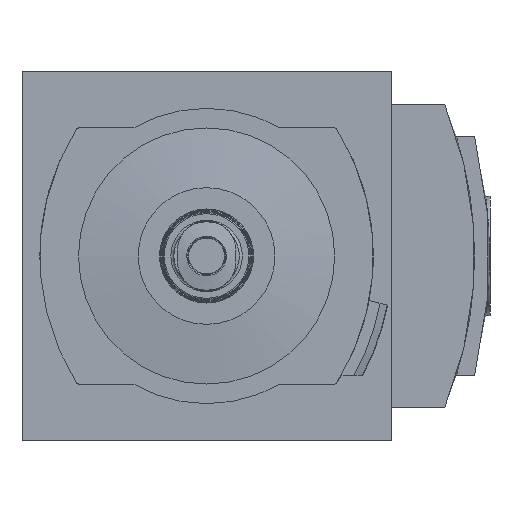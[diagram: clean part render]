
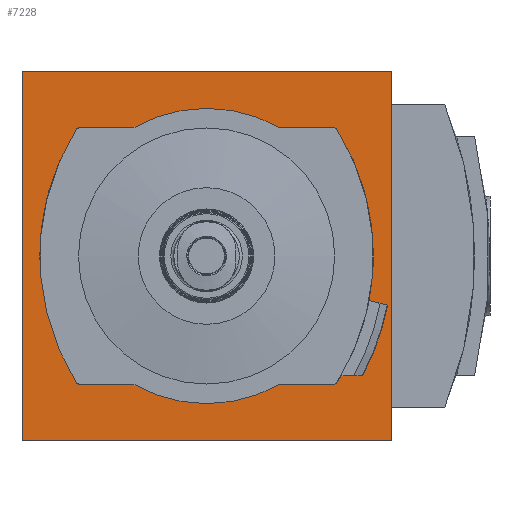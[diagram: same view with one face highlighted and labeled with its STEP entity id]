
A CAD part, front view. The second image highlights one B-rep face of the part: STEP entity #7228.
In plain terms, the highlighted planar face has unit normal (0, -1, 0).
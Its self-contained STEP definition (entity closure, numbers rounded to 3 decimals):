
#134=PLANE('',#7576);
#487=LINE('',#10012,#1014);
#488=LINE('',#10015,#1015);
#489=LINE('',#10017,#1016);
#490=LINE('',#10019,#1017);
#491=LINE('',#10020,#1018);
#492=LINE('',#10024,#1019);
#493=LINE('',#10027,#1020);
#494=LINE('',#10031,#1021);
#495=LINE('',#10036,#1022);
#496=LINE('',#10040,#1023);
#1014=VECTOR('',#8369,1000.);
#1015=VECTOR('',#8370,1000.);
#1016=VECTOR('',#8371,1000.);
#1017=VECTOR('',#8372,1000.);
#1018=VECTOR('',#8373,1000.);
#1019=VECTOR('',#8376,1000.);
#1020=VECTOR('',#8379,1000.);
#1021=VECTOR('',#8382,1000.);
#1022=VECTOR('',#8387,1000.);
#1023=VECTOR('',#8390,1000.);
#1366=CIRCLE('',#7568,40.);
#1368=CIRCLE('',#7570,40.);
#1372=CIRCLE('',#7575,40.);
#1373=CIRCLE('',#7577,41.2);
#1374=CIRCLE('',#7578,0.5);
#1375=CIRCLE('',#7579,24.8);
#1376=CIRCLE('',#7580,0.5);
#1377=CIRCLE('',#7581,0.5);
#1378=CIRCLE('',#7582,24.8);
#1379=CIRCLE('',#7583,0.5);
#1869=ORIENTED_EDGE('',*,*,#3233,.F.);
#1870=ORIENTED_EDGE('',*,*,#3234,.F.);
#1871=ORIENTED_EDGE('',*,*,#3235,.F.);
#1872=ORIENTED_EDGE('',*,*,#3236,.F.);
#1873=ORIENTED_EDGE('',*,*,#3222,.T.);
#1874=ORIENTED_EDGE('',*,*,#3237,.F.);
#1875=ORIENTED_EDGE('',*,*,#3238,.F.);
#1876=ORIENTED_EDGE('',*,*,#3239,.F.);
#1877=ORIENTED_EDGE('',*,*,#3218,.T.);
#1878=ORIENTED_EDGE('',*,*,#3240,.T.);
#1879=ORIENTED_EDGE('',*,*,#3241,.T.);
#1880=ORIENTED_EDGE('',*,*,#3242,.T.);
#1881=ORIENTED_EDGE('',*,*,#3243,.T.);
#1882=ORIENTED_EDGE('',*,*,#3244,.T.);
#1883=ORIENTED_EDGE('',*,*,#3230,.T.);
#1884=ORIENTED_EDGE('',*,*,#3245,.T.);
#1885=ORIENTED_EDGE('',*,*,#3246,.T.);
#1886=ORIENTED_EDGE('',*,*,#3247,.T.);
#1887=ORIENTED_EDGE('',*,*,#3248,.T.);
#1888=ORIENTED_EDGE('',*,*,#3249,.T.);
#3218=EDGE_CURVE('',#3901,#3900,#1366,.T.);
#3222=EDGE_CURVE('',#3897,#3904,#1368,.T.);
#3230=EDGE_CURVE('',#3909,#3912,#1372,.T.);
#3233=EDGE_CURVE('',#3913,#3914,#487,.T.);
#3234=EDGE_CURVE('',#3915,#3913,#488,.T.);
#3235=EDGE_CURVE('',#3916,#3915,#489,.T.);
#3236=EDGE_CURVE('',#3914,#3916,#490,.T.);
#3237=EDGE_CURVE('',#3917,#3904,#491,.T.);
#3238=EDGE_CURVE('',#3918,#3917,#1373,.F.);
#3239=EDGE_CURVE('',#3901,#3918,#492,.T.);
#3240=EDGE_CURVE('',#3900,#3919,#1374,.T.);
#3241=EDGE_CURVE('',#3919,#3920,#493,.T.);
#3242=EDGE_CURVE('',#3920,#3921,#1375,.T.);
#3243=EDGE_CURVE('',#3921,#3922,#494,.T.);
#3244=EDGE_CURVE('',#3922,#3909,#1376,.T.);
#3245=EDGE_CURVE('',#3912,#3923,#1377,.T.);
#3246=EDGE_CURVE('',#3923,#3924,#495,.T.);
#3247=EDGE_CURVE('',#3924,#3925,#1378,.T.);
#3248=EDGE_CURVE('',#3925,#3926,#496,.T.);
#3249=EDGE_CURVE('',#3926,#3897,#1379,.T.);
#3897=VERTEX_POINT('',#9977);
#3900=VERTEX_POINT('',#9982);
#3901=VERTEX_POINT('',#9984);
#3904=VERTEX_POINT('',#9990);
#3909=VERTEX_POINT('',#10002);
#3912=VERTEX_POINT('',#10007);
#3913=VERTEX_POINT('',#10013);
#3914=VERTEX_POINT('',#10014);
#3915=VERTEX_POINT('',#10016);
#3916=VERTEX_POINT('',#10018);
#3917=VERTEX_POINT('',#10021);
#3918=VERTEX_POINT('',#10023);
#3919=VERTEX_POINT('',#10026);
#3920=VERTEX_POINT('',#10028);
#3921=VERTEX_POINT('',#10030);
#3922=VERTEX_POINT('',#10032);
#3923=VERTEX_POINT('',#10035);
#3924=VERTEX_POINT('',#10037);
#3925=VERTEX_POINT('',#10039);
#3926=VERTEX_POINT('',#10041);
#4329=EDGE_LOOP('',(#1869,#1870,#1871,#1872));
#4330=EDGE_LOOP('',(#1873,#1874,#1875,#1876,#1877,#1878,#1879,#1880,#1881,
#1882,#1883,#1884,#1885,#1886,#1887,#1888));
#4701=FACE_BOUND('',#4329,.T.);
#4702=FACE_BOUND('',#4330,.T.);
#7228=ADVANCED_FACE('',(#4701,#4702),#134,.F.);
#7568=AXIS2_PLACEMENT_3D('',#9983,#8343,#8344);
#7570=AXIS2_PLACEMENT_3D('',#9991,#8349,#8350);
#7575=AXIS2_PLACEMENT_3D('',#10008,#8363,#8364);
#7576=AXIS2_PLACEMENT_3D('',#10011,#8367,#8368);
#7577=AXIS2_PLACEMENT_3D('',#10022,#8374,#8375);
#7578=AXIS2_PLACEMENT_3D('',#10025,#8377,#8378);
#7579=AXIS2_PLACEMENT_3D('',#10029,#8380,#8381);
#7580=AXIS2_PLACEMENT_3D('',#10033,#8383,#8384);
#7581=AXIS2_PLACEMENT_3D('',#10034,#8385,#8386);
#7582=AXIS2_PLACEMENT_3D('',#10038,#8388,#8389);
#7583=AXIS2_PLACEMENT_3D('',#10042,#8391,#8392);
#8343=DIRECTION('',(0.,1.,0.));
#8344=DIRECTION('',(1.,0.,0.));
#8349=DIRECTION('',(0.,1.,0.));
#8350=DIRECTION('',(1.,0.,0.));
#8363=DIRECTION('',(0.,1.,0.));
#8364=DIRECTION('',(1.,0.,0.));
#8367=DIRECTION('',(0.,1.,0.));
#8368=DIRECTION('',(0.,0.,1.));
#8369=DIRECTION('',(-1.,0.,0.));
#8370=DIRECTION('',(0.,0.,-1.));
#8371=DIRECTION('',(1.,0.,0.));
#8372=DIRECTION('',(0.,0.,1.));
#8373=DIRECTION('',(-0.966,0.,0.259));
#8374=DIRECTION('',(0.,1.,0.));
#8375=DIRECTION('',(0.,0.,1.));
#8376=DIRECTION('',(1.,0.,0.));
#8377=DIRECTION('',(0.,1.,0.));
#8378=DIRECTION('',(1.,0.,0.));
#8379=DIRECTION('',(-1.,0.,0.));
#8380=DIRECTION('',(0.,1.,0.));
#8381=DIRECTION('',(1.,0.,0.));
#8382=DIRECTION('',(-1.,0.,0.));
#8383=DIRECTION('',(0.,1.,0.));
#8384=DIRECTION('',(1.,0.,0.));
#8385=DIRECTION('',(0.,1.,0.));
#8386=DIRECTION('',(1.,0.,0.));
#8387=DIRECTION('',(1.,0.,0.));
#8388=DIRECTION('',(0.,1.,0.));
#8389=DIRECTION('',(1.,0.,0.));
#8390=DIRECTION('',(1.,0.,0.));
#8391=DIRECTION('',(0.,1.,0.));
#8392=DIRECTION('',(1.,0.,0.));
#9977=CARTESIAN_POINT('',(21.879,-45.5,21.266));
#9982=CARTESIAN_POINT('',(21.879,-45.5,-21.266));
#9983=CARTESIAN_POINT('',(-12.,-45.5,0.));
#9984=CARTESIAN_POINT('',(22.554,-45.5,-20.15));
#9990=CARTESIAN_POINT('',(27.298,-45.5,-7.463));
#9991=CARTESIAN_POINT('',(-12.,-45.5,0.));
#10002=CARTESIAN_POINT('',(-21.879,-45.5,-21.266));
#10007=CARTESIAN_POINT('',(-21.879,-45.5,21.266));
#10008=CARTESIAN_POINT('',(12.,-45.5,0.));
#10011=CARTESIAN_POINT('',(0.,-45.5,0.));
#10012=CARTESIAN_POINT('',(31.,-45.5,-31.));
#10013=CARTESIAN_POINT('',(31.,-45.5,-31.));
#10014=CARTESIAN_POINT('',(-31.,-45.5,-31.));
#10015=CARTESIAN_POINT('',(31.,-45.5,31.));
#10016=CARTESIAN_POINT('',(31.,-45.5,31.));
#10017=CARTESIAN_POINT('',(-31.,-45.5,31.));
#10018=CARTESIAN_POINT('',(-31.,-45.5,31.));
#10019=CARTESIAN_POINT('',(-31.,-45.5,-31.));
#10020=CARTESIAN_POINT('',(30.42,-45.5,-8.3));
#10021=CARTESIAN_POINT('',(28.46,-45.5,-7.775));
#10022=CARTESIAN_POINT('',(-12.,-45.5,0.));
#10023=CARTESIAN_POINT('',(23.936,-45.5,-20.15));
#10024=CARTESIAN_POINT('',(0.,-45.5,-20.15));
#10025=CARTESIAN_POINT('',(21.455,-45.5,-21.));
#10026=CARTESIAN_POINT('',(21.455,-45.5,-21.5));
#10027=CARTESIAN_POINT('',(21.455,-45.5,-21.5));
#10028=CARTESIAN_POINT('',(12.361,-45.5,-21.5));
#10029=CARTESIAN_POINT('',(0.,-45.5,0.));
#10030=CARTESIAN_POINT('',(-12.361,-45.5,-21.5));
#10031=CARTESIAN_POINT('',(-12.361,-45.5,-21.5));
#10032=CARTESIAN_POINT('',(-21.455,-45.5,-21.5));
#10033=CARTESIAN_POINT('',(-21.455,-45.5,-21.));
#10034=CARTESIAN_POINT('',(-21.455,-45.5,21.));
#10035=CARTESIAN_POINT('',(-21.455,-45.5,21.5));
#10036=CARTESIAN_POINT('',(-21.455,-45.5,21.5));
#10037=CARTESIAN_POINT('',(-12.361,-45.5,21.5));
#10038=CARTESIAN_POINT('',(0.,-45.5,0.));
#10039=CARTESIAN_POINT('',(12.361,-45.5,21.5));
#10040=CARTESIAN_POINT('',(12.361,-45.5,21.5));
#10041=CARTESIAN_POINT('',(21.455,-45.5,21.5));
#10042=CARTESIAN_POINT('',(21.455,-45.5,21.));
